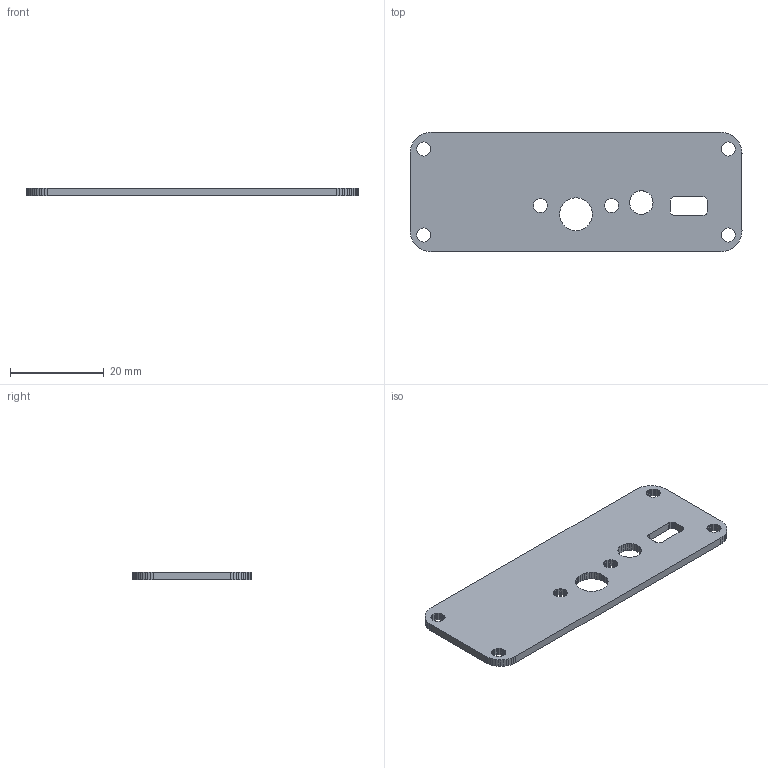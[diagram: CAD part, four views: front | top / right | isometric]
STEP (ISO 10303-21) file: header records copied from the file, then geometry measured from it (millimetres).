
FILE_DESCRIPTION(('Open CASCADE Model'),'2;1');
FILE_NAME('Open CASCADE Shape Model','2014-03-21T23:44:20',('Author'),( 'Open CASCADE'),'Open CASCADE STEP processor 6.2','Open CASCADE 6.2' ,'Unknown');
FILE_SCHEMA(('AUTOMOTIVE_DESIGN_CC2 { 1 2 10303 214 -1 1 5 4 }'));
Length unit declared in the file: millimetre
Products named in the file (2): PCB; Board
Assembly tree (1 placements, depth 2):
  PCB
    Board
Bounding box: 71.02 x 25.52 x 1.69 mm (x, y, z)
Volume: 2810.5 mm3; surface area: 3835 mm2
Topology: 1 solids, 1 shells, 354 faces, 1056 edges, 704 vertices
Faces by surface type: plane 354
Entity records: 25443 total; most frequent: CARTESIAN_POINT 4228, DIRECTION 3880, LINE 3168, VECTOR 3168, ORIENTED_EDGE 2112, PCURVE 2112, DEFINITIONAL_REPRESENTATION 2112, EDGE_CURVE 1056
